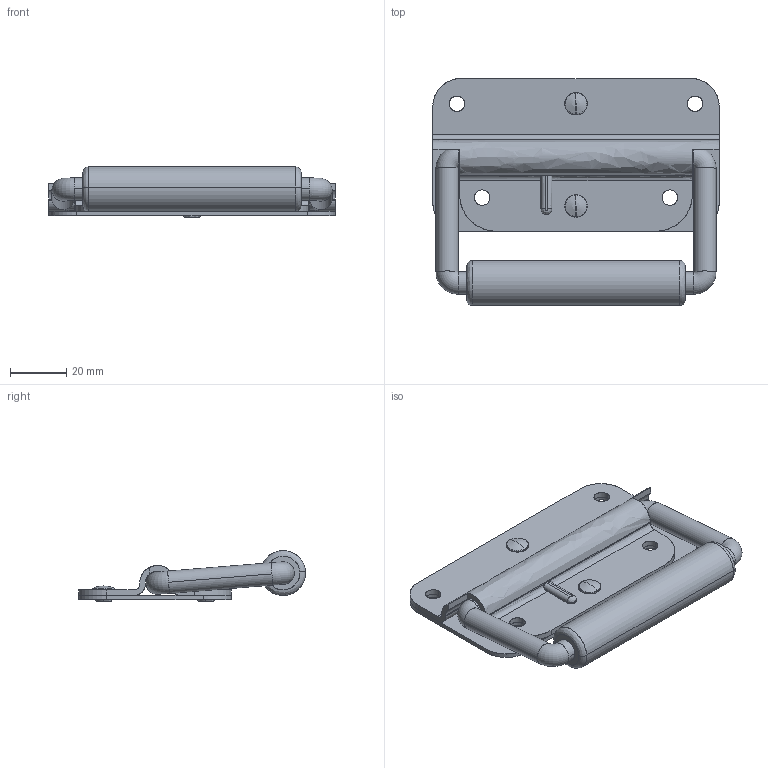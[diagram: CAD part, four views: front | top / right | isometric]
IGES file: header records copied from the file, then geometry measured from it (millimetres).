
Start section: SolidWorks IGES file using analytic representation for surfaces
Global section: file name: 3412.IGS; native system: SolidWorks 2010; preprocessor: SolidWorks 2010; author: martinb; date: 100111.142700; units: millimetre
Bounding box: 102.2 x 81.01 x 18.1 mm (x, y, z)
Surface area: 32429.5 mm2 (no closed solid volume)
Topology: 0 solids, 0 shells, 146 faces, 2328 edges, 2314 vertices
Faces by surface type: revolution 82, bspline 64
